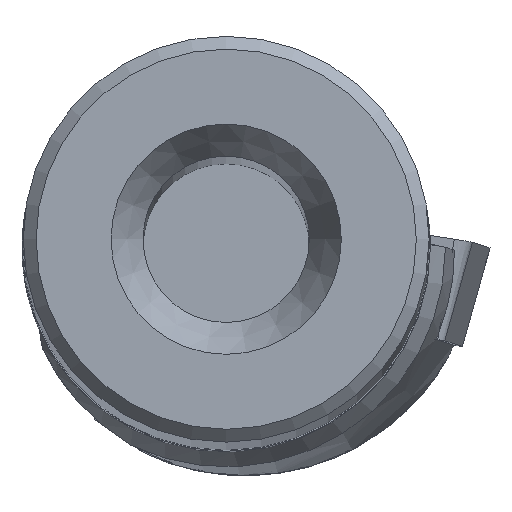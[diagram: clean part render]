
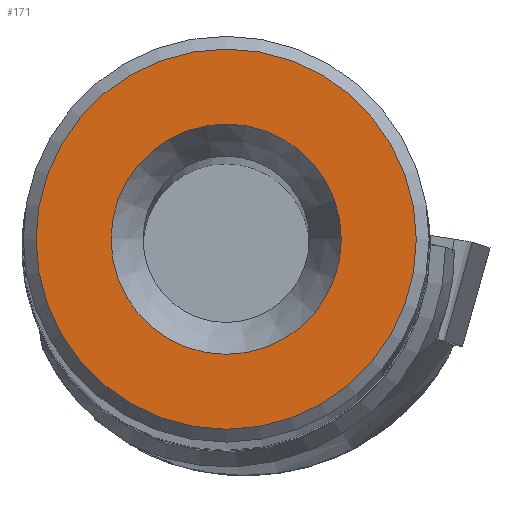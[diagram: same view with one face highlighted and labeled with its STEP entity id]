
A CAD part, top view. The second image highlights one B-rep face of the part: STEP entity #171.
In plain terms, the highlighted planar face has unit normal (0, 0, 1).
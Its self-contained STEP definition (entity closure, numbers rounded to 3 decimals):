
#171=ADVANCED_FACE('',(#291,#292),#198,.T.);
#198=PLANE('',#851);
#291=FACE_BOUND('',#343,.T.);
#292=FACE_BOUND('',#344,.T.);
#343=EDGE_LOOP('',(#476));
#344=EDGE_LOOP('',(#477));
#476=ORIENTED_EDGE('',*,*,#665,.T.);
#477=ORIENTED_EDGE('',*,*,#663,.F.);
#587=VERTEX_POINT('',#1396);
#589=VERTEX_POINT('',#1402);
#663=EDGE_CURVE('',#587,#587,#708,.T.);
#665=EDGE_CURVE('',#589,#589,#710,.T.);
#708=CIRCLE('',#846,7.43);
#710=CIRCLE('',#850,4.5);
#846=AXIS2_PLACEMENT_3D('',#1395,#1007,#1008);
#850=AXIS2_PLACEMENT_3D('',#1401,#1015,#1016);
#851=AXIS2_PLACEMENT_3D('',#1403,#1017,#1018);
#1007=DIRECTION('',(0.,0.,-1.));
#1008=DIRECTION('',(-1.,0.,0.));
#1015=DIRECTION('',(0.,0.,-1.));
#1016=DIRECTION('',(-1.,0.,0.));
#1017=DIRECTION('',(0.,0.,1.));
#1018=DIRECTION('',(-1.,0.,0.));
#1395=CARTESIAN_POINT('',(0.,0.,0.));
#1396=CARTESIAN_POINT('',(-7.43,0.,0.));
#1401=CARTESIAN_POINT('',(0.,0.,0.));
#1402=CARTESIAN_POINT('',(-4.5,0.,0.));
#1403=CARTESIAN_POINT('',(0.,0.,0.));
